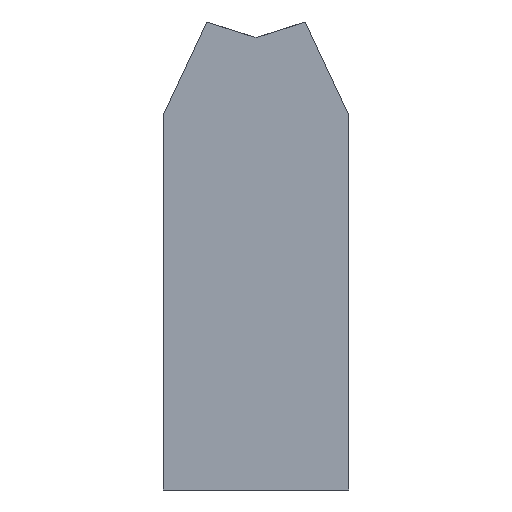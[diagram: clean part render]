
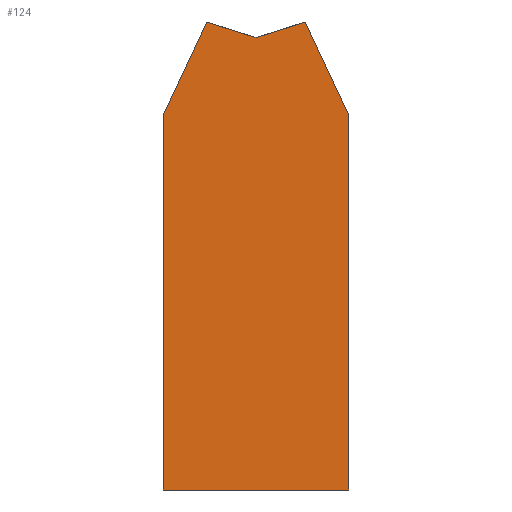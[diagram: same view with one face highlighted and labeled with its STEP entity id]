
A CAD part, front view. The second image highlights one B-rep face of the part: STEP entity #124.
In plain terms, the highlighted planar face has unit normal (0, -1, 0).
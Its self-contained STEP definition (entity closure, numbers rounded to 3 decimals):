
#124 = ADVANCED_FACE( '', ( #304 ), #305, .T. );
#304 = FACE_OUTER_BOUND( '', #543, .T. );
#305 = PLANE( '', #544 );
#543 = EDGE_LOOP( '', ( #861, #862, #863, #864, #865, #866, #867 ) );
#544 = AXIS2_PLACEMENT_3D( '', #868, #869, #870 );
#861 = ORIENTED_EDGE( '', *, *, #1098, .T. );
#862 = ORIENTED_EDGE( '', *, *, #1108, .T. );
#863 = ORIENTED_EDGE( '', *, *, #1166, .T. );
#864 = ORIENTED_EDGE( '', *, *, #1161, .T. );
#865 = ORIENTED_EDGE( '', *, *, #1145, .T. );
#866 = ORIENTED_EDGE( '', *, *, #1124, .T. );
#867 = ORIENTED_EDGE( '', *, *, #1118, .T. );
#868 = CARTESIAN_POINT( '', ( -10., 0., 0. ) );
#869 = DIRECTION( '', ( 0., -1., 0. ) );
#870 = DIRECTION( '', ( 0., 0., -1. ) );
#1098 = EDGE_CURVE( '', #1263, #1264, #1265, .T. );
#1108 = EDGE_CURVE( '', #1264, #1282, #1283, .T. );
#1118 = EDGE_CURVE( '', #1298, #1263, #1299, .T. );
#1124 = EDGE_CURVE( '', #1308, #1298, #1309, .T. );
#1145 = EDGE_CURVE( '', #1341, #1308, #1342, .T. );
#1161 = EDGE_CURVE( '', #1364, #1341, #1365, .T. );
#1166 = EDGE_CURVE( '', #1282, #1364, #1371, .T. );
#1263 = VERTEX_POINT( '', #1487 );
#1264 = VERTEX_POINT( '', #1488 );
#1265 = LINE( '', #1489, #1490 );
#1282 = VERTEX_POINT( '', #1510 );
#1283 = LINE( '', #1511, #1512 );
#1298 = VERTEX_POINT( '', #1529 );
#1299 = LINE( '', #1530, #1531 );
#1308 = VERTEX_POINT( '', #1544 );
#1309 = LINE( '', #1545, #1546 );
#1341 = VERTEX_POINT( '', #1583 );
#1342 = LINE( '', #1584, #1585 );
#1364 = VERTEX_POINT( '', #1609 );
#1365 = LINE( '', #1610, #1611 );
#1371 = LINE( '', #1619, #1620 );
#1487 = CARTESIAN_POINT( '', ( -10., 0., 40.555 ) );
#1488 = CARTESIAN_POINT( '', ( -10., 0., 0. ) );
#1489 = CARTESIAN_POINT( '', ( -10., 0., 40.555 ) );
#1490 = VECTOR( '', #1751, 1000. );
#1510 = CARTESIAN_POINT( '', ( 10., 0., 0. ) );
#1511 = CARTESIAN_POINT( '', ( -10., 0., 0. ) );
#1512 = VECTOR( '', #1770, 1000. );
#1529 = CARTESIAN_POINT( '', ( -5.328, 0., 50.573 ) );
#1530 = CARTESIAN_POINT( '', ( -5.328, 0., 50.573 ) );
#1531 = VECTOR( '', #1785, 1000. );
#1544 = CARTESIAN_POINT( '', ( 0., 0., 48.893 ) );
#1545 = CARTESIAN_POINT( '', ( 0., 0., 48.893 ) );
#1546 = VECTOR( '', #1790, 1000. );
#1583 = CARTESIAN_POINT( '', ( 5.328, 0., 50.573 ) );
#1584 = CARTESIAN_POINT( '', ( 5.328, 0., 50.573 ) );
#1585 = VECTOR( '', #1832, 1000. );
#1609 = CARTESIAN_POINT( '', ( 10., 0., 40.555 ) );
#1610 = CARTESIAN_POINT( '', ( 10., 0., 40.555 ) );
#1611 = VECTOR( '', #1850, 1000. );
#1619 = CARTESIAN_POINT( '', ( 10., 0., 0. ) );
#1620 = VECTOR( '', #1853, 1000. );
#1751 = DIRECTION( '', ( 0., 0., -1. ) );
#1770 = DIRECTION( '', ( 1., 0., 0. ) );
#1785 = DIRECTION( '', ( -0.423, 0., -0.906 ) );
#1790 = DIRECTION( '', ( -0.954, 0., 0.301 ) );
#1832 = DIRECTION( '', ( -0.954, 0., -0.301 ) );
#1850 = DIRECTION( '', ( -0.423, 0., 0.906 ) );
#1853 = DIRECTION( '', ( 0., 0., 1. ) );
